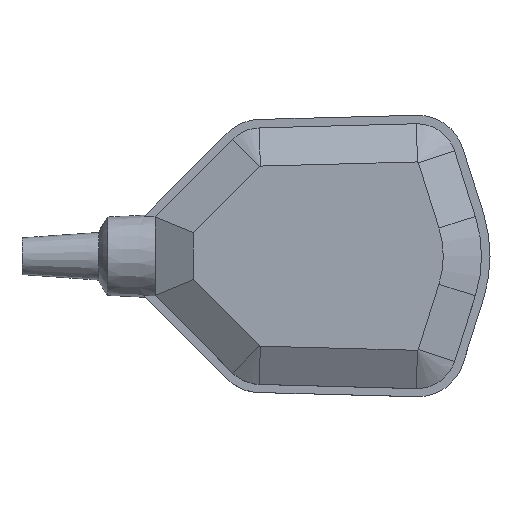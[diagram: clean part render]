
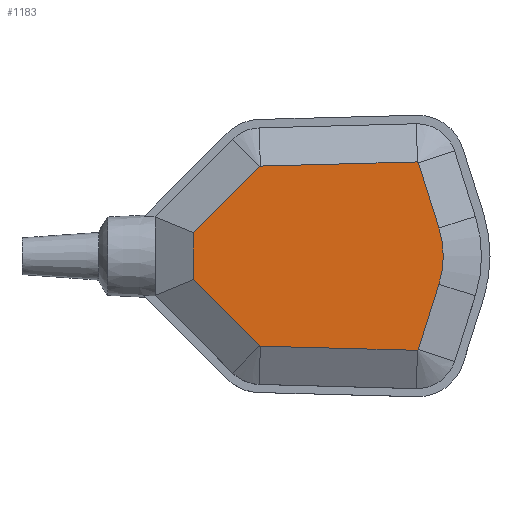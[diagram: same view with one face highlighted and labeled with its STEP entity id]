
A CAD part, top view. The second image highlights one B-rep face of the part: STEP entity #1183.
In plain terms, the highlighted planar face has unit normal (0, 0, 1).
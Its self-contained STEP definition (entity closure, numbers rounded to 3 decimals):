
#54=CIRCLE('',#1253,0.387);
#56=CIRCLE('',#1257,0.311);
#59=CIRCLE('',#1264,0.311);
#61=CIRCLE('',#1268,0.387);
#62=CIRCLE('',#1271,29.827);
#141=FACE_OUTER_BOUND('',#212,.T.);
#212=EDGE_LOOP('',(#907,#908,#909,#910,#911,#912,#913,#914,#915,#916,#917,
#918));
#294=LINE('',#1858,#394);
#296=LINE('',#1884,#396);
#298=LINE('',#1908,#398);
#301=LINE('',#1914,#401);
#305=LINE('',#1922,#405);
#307=LINE('',#1944,#407);
#309=LINE('',#1980,#409);
#394=VECTOR('',#1438,10.);
#396=VECTOR('',#1448,10.);
#398=VECTOR('',#1458,10.);
#401=VECTOR('',#1463,10.);
#405=VECTOR('',#1469,10.);
#407=VECTOR('',#1479,10.);
#409=VECTOR('',#1489,10.);
#498=VERTEX_POINT('',#1855);
#499=VERTEX_POINT('',#1857);
#501=VERTEX_POINT('',#1868);
#503=VERTEX_POINT('',#1883);
#505=VERTEX_POINT('',#1894);
#507=VERTEX_POINT('',#1907);
#509=VERTEX_POINT('',#1913);
#512=VERTEX_POINT('',#1921);
#514=VERTEX_POINT('',#1932);
#516=VERTEX_POINT('',#1943);
#518=VERTEX_POINT('',#1954);
#520=VERTEX_POINT('',#1968);
#625=EDGE_CURVE('',#498,#499,#294,.T.);
#628=EDGE_CURVE('',#499,#501,#54,.T.);
#631=EDGE_CURVE('',#501,#503,#296,.T.);
#634=EDGE_CURVE('',#503,#505,#56,.T.);
#637=EDGE_CURVE('',#505,#507,#298,.T.);
#640=EDGE_CURVE('',#507,#509,#301,.T.);
#644=EDGE_CURVE('',#509,#512,#305,.T.);
#647=EDGE_CURVE('',#512,#514,#59,.T.);
#650=EDGE_CURVE('',#514,#516,#307,.T.);
#653=EDGE_CURVE('',#516,#518,#61,.T.);
#657=EDGE_CURVE('',#518,#520,#309,.T.);
#658=EDGE_CURVE('',#520,#498,#62,.T.);
#907=ORIENTED_EDGE('',*,*,#625,.F.);
#908=ORIENTED_EDGE('',*,*,#658,.F.);
#909=ORIENTED_EDGE('',*,*,#657,.F.);
#910=ORIENTED_EDGE('',*,*,#653,.F.);
#911=ORIENTED_EDGE('',*,*,#650,.F.);
#912=ORIENTED_EDGE('',*,*,#647,.F.);
#913=ORIENTED_EDGE('',*,*,#644,.F.);
#914=ORIENTED_EDGE('',*,*,#640,.F.);
#915=ORIENTED_EDGE('',*,*,#637,.F.);
#916=ORIENTED_EDGE('',*,*,#634,.F.);
#917=ORIENTED_EDGE('',*,*,#631,.F.);
#918=ORIENTED_EDGE('',*,*,#628,.F.);
#1124=PLANE('',#1282);
#1183=ADVANCED_FACE('',(#141),#1124,.T.);
#1253=AXIS2_PLACEMENT_3D('',#1869,#1442,#1443);
#1257=AXIS2_PLACEMENT_3D('',#1895,#1452,#1453);
#1264=AXIS2_PLACEMENT_3D('',#1933,#1474,#1475);
#1268=AXIS2_PLACEMENT_3D('',#1955,#1484,#1485);
#1271=AXIS2_PLACEMENT_3D('',#1982,#1492,#1493);
#1282=AXIS2_PLACEMENT_3D('',#2010,#1524,#1525);
#1438=DIRECTION('',(-0.3,-0.954,0.));
#1442=DIRECTION('center_axis',(0.,0.,-1.));
#1443=DIRECTION('ref_axis',(-0.013,-1.,0.));
#1448=DIRECTION('',(-1.,0.026,0.));
#1452=DIRECTION('center_axis',(0.,0.,-1.));
#1453=DIRECTION('ref_axis',(-0.704,-0.71,0.));
#1458=DIRECTION('',(-0.707,0.707,0.));
#1463=DIRECTION('',(0.,1.,0.));
#1469=DIRECTION('',(0.707,0.707,0.));
#1474=DIRECTION('center_axis',(0.,0.,-1.));
#1475=DIRECTION('ref_axis',(-0.028,1.,0.));
#1479=DIRECTION('',(1.,0.026,0.));
#1484=DIRECTION('center_axis',(0.,0.,-1.));
#1485=DIRECTION('ref_axis',(0.951,0.309,0.));
#1489=DIRECTION('',(0.301,-0.954,0.));
#1492=DIRECTION('center_axis',(0.,0.,-1.));
#1493=DIRECTION('ref_axis',(0.952,-0.307,0.));
#1524=DIRECTION('center_axis',(0.,0.,1.));
#1525=DIRECTION('ref_axis',(1.,0.,0.));
#1855=CARTESIAN_POINT('',(136.281,-9.189,21.5));
#1857=CARTESIAN_POINT('',(129.556,-30.541,21.5));
#1858=CARTESIAN_POINT('',(132.47,-21.288,21.5));
#1868=CARTESIAN_POINT('',(129.212,-30.793,21.5));
#1869=CARTESIAN_POINT('Origin',(129.193,-30.406,21.5));
#1883=CARTESIAN_POINT('',(77.912,-29.44,21.5));
#1884=CARTESIAN_POINT('',(87.29,-29.687,21.5));
#1894=CARTESIAN_POINT('',(77.71,-29.355,21.5));
#1895=CARTESIAN_POINT('Origin',(77.924,-29.129,21.5));
#1907=CARTESIAN_POINT('',(56.,-7.645,21.5));
#1908=CARTESIAN_POINT('',(62.628,-14.273,21.5));
#1913=CARTESIAN_POINT('',(56.,7.645,21.5));
#1914=CARTESIAN_POINT('',(56.,6.411,21.5));
#1921=CARTESIAN_POINT('',(77.71,29.355,21.5));
#1922=CARTESIAN_POINT('',(75.329,26.974,21.5));
#1932=CARTESIAN_POINT('',(77.912,29.44,21.5));
#1933=CARTESIAN_POINT('Origin',(77.924,29.129,21.5));
#1943=CARTESIAN_POINT('',(129.21,30.792,21.5));
#1944=CARTESIAN_POINT('',(113.02,30.366,21.5));
#1954=CARTESIAN_POINT('',(129.553,30.542,21.5));
#1955=CARTESIAN_POINT('Origin',(129.191,30.406,21.5));
#1968=CARTESIAN_POINT('',(136.28,9.197,21.5));
#1980=CARTESIAN_POINT('',(135.839,10.595,21.5));
#1982=CARTESIAN_POINT('Origin',(107.905,0.002,21.5));
#2010=CARTESIAN_POINT('Origin',(97.479,0.,21.5));
